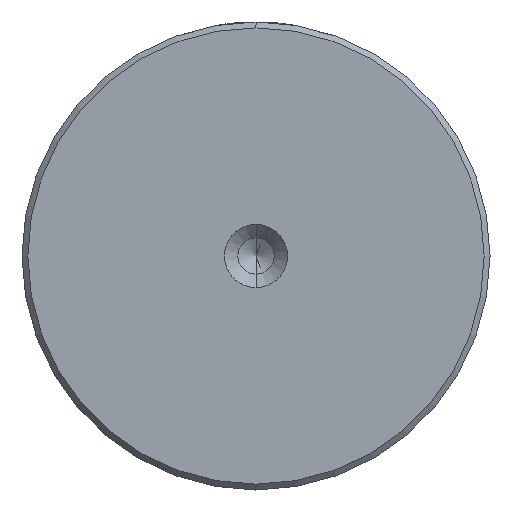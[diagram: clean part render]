
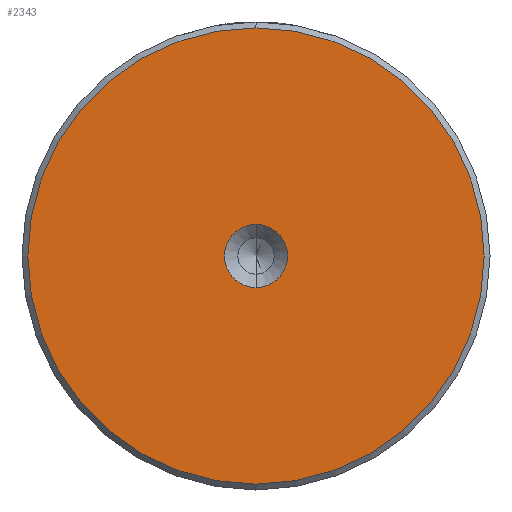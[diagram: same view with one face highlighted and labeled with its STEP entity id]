
A CAD part, left-side view. The second image highlights one B-rep face of the part: STEP entity #2343.
In plain terms, the highlighted planar face has unit normal (-1, 0, 0).
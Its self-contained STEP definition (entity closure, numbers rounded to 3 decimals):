
#51 = EDGE_CURVE ( 'NONE', #729, #1179, #1800, .T. ) ;
#166 = DIRECTION ( 'NONE',  ( 0., 0., 1. ) ) ;
#182 = CARTESIAN_POINT ( 'NONE',  ( 0., 0., 0. ) ) ;
#218 = DIRECTION ( 'NONE',  ( 0., 0., 1. ) ) ;
#227 = DIRECTION ( 'NONE',  ( -1., 0., 0. ) ) ;
#234 = CARTESIAN_POINT ( 'NONE',  ( 0., 0., 0. ) ) ;
#243 = DIRECTION ( 'NONE',  ( 0., 0., 1. ) ) ;
#255 = CIRCLE ( 'NONE', #1886, 2.7 ) ;
#280 = ORIENTED_EDGE ( 'NONE', *, *, #602, .T. ) ;
#368 = DIRECTION ( 'NONE',  ( 0., 0., 1. ) ) ;
#456 = FACE_OUTER_BOUND ( 'NONE', #2009, .T. ) ;
#526 = FACE_BOUND ( 'NONE', #2447, .T. ) ;
#594 = CARTESIAN_POINT ( 'NONE',  ( 0., 0., 2.7 ) ) ;
#602 = EDGE_CURVE ( 'NONE', #1182, #1388, #1316, .T. ) ;
#691 = DIRECTION ( 'NONE',  ( -1., 0., 0. ) ) ;
#725 = ORIENTED_EDGE ( 'NONE', *, *, #51, .F. ) ;
#729 = VERTEX_POINT ( 'NONE', #2256 ) ;
#779 = CARTESIAN_POINT ( 'NONE',  ( 0., 0., 19.5 ) ) ;
#793 = DIRECTION ( 'NONE',  ( -1., 0., 0. ) ) ;
#852 = AXIS2_PLACEMENT_3D ( 'NONE', #234, #227, #218 ) ;
#924 = PLANE ( 'NONE',  #955 ) ;
#955 = AXIS2_PLACEMENT_3D ( 'NONE', #182, #1491, #368 ) ;
#972 = AXIS2_PLACEMENT_3D ( 'NONE', #980, #793, #243 ) ;
#980 = CARTESIAN_POINT ( 'NONE',  ( 0., 0., 0. ) ) ;
#1156 = ORIENTED_EDGE ( 'NONE', *, *, #1895, .T. ) ;
#1179 = VERTEX_POINT ( 'NONE', #594 ) ;
#1182 = VERTEX_POINT ( 'NONE', #779 ) ;
#1300 = DIRECTION ( 'NONE',  ( -1., 0., 0. ) ) ;
#1316 = CIRCLE ( 'NONE', #972, 19.5 ) ;
#1388 = VERTEX_POINT ( 'NONE', #2152 ) ;
#1491 = DIRECTION ( 'NONE',  ( -1., 0., 0. ) ) ;
#1542 = AXIS2_PLACEMENT_3D ( 'NONE', #2422, #1300, #166 ) ;
#1621 = ORIENTED_EDGE ( 'NONE', *, *, #2173, .F. ) ;
#1800 = CIRCLE ( 'NONE', #852, 2.7 ) ;
#1815 = CARTESIAN_POINT ( 'NONE',  ( 0., 0., 0. ) ) ;
#1886 = AXIS2_PLACEMENT_3D ( 'NONE', #1815, #691, #2006 ) ;
#1895 = EDGE_CURVE ( 'NONE', #1388, #1182, #2292, .T. ) ;
#2006 = DIRECTION ( 'NONE',  ( 0., 0., 1. ) ) ;
#2009 = EDGE_LOOP ( 'NONE', ( #1156, #280 ) ) ;
#2152 = CARTESIAN_POINT ( 'NONE',  ( 0., 0., -19.5 ) ) ;
#2173 = EDGE_CURVE ( 'NONE', #1179, #729, #255, .T. ) ;
#2256 = CARTESIAN_POINT ( 'NONE',  ( 0., 0., -2.7 ) ) ;
#2292 = CIRCLE ( 'NONE', #1542, 19.5 ) ;
#2343 = ADVANCED_FACE ( 'NONE', ( #456, #526 ), #924, .T. ) ;
#2422 = CARTESIAN_POINT ( 'NONE',  ( 0., 0., 0. ) ) ;
#2447 = EDGE_LOOP ( 'NONE', ( #1621, #725 ) ) ;
